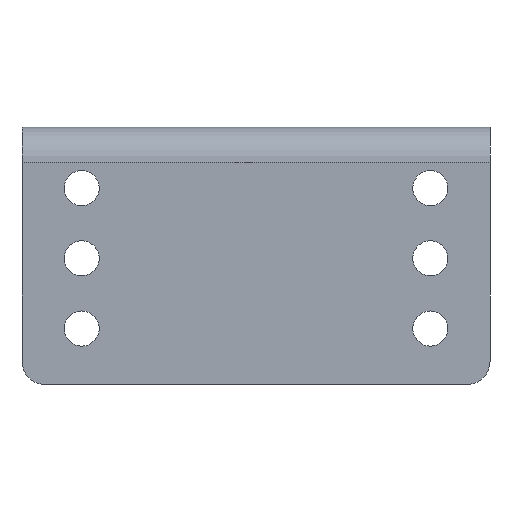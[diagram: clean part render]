
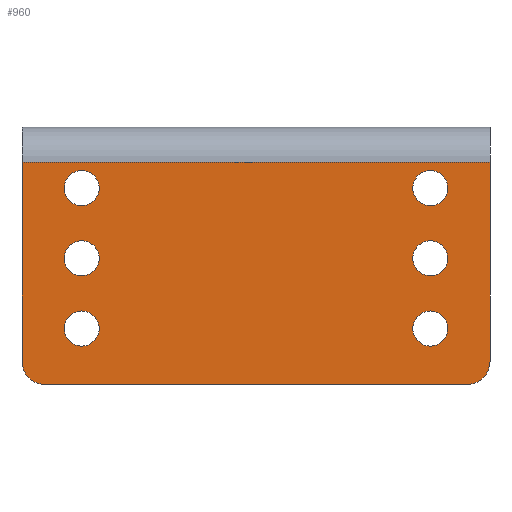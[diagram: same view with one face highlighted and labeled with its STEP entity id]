
A CAD part, front view. The second image highlights one B-rep face of the part: STEP entity #960.
In plain terms, the highlighted planar face has unit normal (0, -1, 0).
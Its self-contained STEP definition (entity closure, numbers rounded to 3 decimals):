
#1=CARTESIAN_POINT('',(-18.,0.,-20.));
#2=DIRECTION('',(0.,-1.,0.));
#3=DIRECTION('',(-1.,0.,0.));
#4=AXIS2_PLACEMENT_3D('',#1,#2,#3);
#6=CARTESIAN_POINT('',(18.,0.,-20.));
#7=DIRECTION('',(0.,-1.,0.));
#8=DIRECTION('',(0.,0.,-1.));
#9=AXIS2_PLACEMENT_3D('',#6,#7,#8);
#11=CARTESIAN_POINT('',(-14.9,0.,-17.2));
#12=DIRECTION('',(0.,-1.,0.));
#13=DIRECTION('',(-1.,0.,0.));
#14=AXIS2_PLACEMENT_3D('',#11,#12,#13);
#16=CARTESIAN_POINT('',(-14.9,0.,-17.2));
#17=DIRECTION('',(0.,-1.,0.));
#18=DIRECTION('',(1.,0.,0.));
#19=AXIS2_PLACEMENT_3D('',#16,#17,#18);
#21=CARTESIAN_POINT('',(-14.9,0.,-11.2));
#22=DIRECTION('',(0.,-1.,0.));
#23=DIRECTION('',(-1.,0.,0.));
#24=AXIS2_PLACEMENT_3D('',#21,#22,#23);
#26=CARTESIAN_POINT('',(-14.9,0.,-11.2));
#27=DIRECTION('',(0.,-1.,0.));
#28=DIRECTION('',(1.,0.,0.));
#29=AXIS2_PLACEMENT_3D('',#26,#27,#28);
#31=CARTESIAN_POINT('',(-14.9,0.,-5.2));
#32=DIRECTION('',(0.,-1.,0.));
#33=DIRECTION('',(-1.,0.,0.));
#34=AXIS2_PLACEMENT_3D('',#31,#32,#33);
#36=CARTESIAN_POINT('',(-14.9,0.,-5.2));
#37=DIRECTION('',(0.,-1.,0.));
#38=DIRECTION('',(1.,0.,0.));
#39=AXIS2_PLACEMENT_3D('',#36,#37,#38);
#41=CARTESIAN_POINT('',(14.9,0.,-17.2));
#42=DIRECTION('',(0.,-1.,0.));
#43=DIRECTION('',(-1.,0.,0.));
#44=AXIS2_PLACEMENT_3D('',#41,#42,#43);
#46=CARTESIAN_POINT('',(14.9,0.,-17.2));
#47=DIRECTION('',(0.,-1.,0.));
#48=DIRECTION('',(1.,0.,0.));
#49=AXIS2_PLACEMENT_3D('',#46,#47,#48);
#51=CARTESIAN_POINT('',(14.9,0.,-11.2));
#52=DIRECTION('',(0.,-1.,0.));
#53=DIRECTION('',(-1.,0.,0.));
#54=AXIS2_PLACEMENT_3D('',#51,#52,#53);
#56=CARTESIAN_POINT('',(14.9,0.,-11.2));
#57=DIRECTION('',(0.,-1.,0.));
#58=DIRECTION('',(1.,0.,0.));
#59=AXIS2_PLACEMENT_3D('',#56,#57,#58);
#61=CARTESIAN_POINT('',(14.9,0.,-5.2));
#62=DIRECTION('',(0.,-1.,0.));
#63=DIRECTION('',(-1.,0.,0.));
#64=AXIS2_PLACEMENT_3D('',#61,#62,#63);
#66=CARTESIAN_POINT('',(14.9,0.,-5.2));
#67=DIRECTION('',(0.,-1.,0.));
#68=DIRECTION('',(1.,0.,0.));
#69=AXIS2_PLACEMENT_3D('',#66,#67,#68);
#75=DIRECTION('',(1.,0.,0.));
#76=VECTOR('',#75,36.);
#77=CARTESIAN_POINT('',(-18.,0.,-22.));
#78=LINE('',#77,#76);
#91=DIRECTION('',(0.,0.,-1.));
#92=VECTOR('',#91,17.);
#93=CARTESIAN_POINT('',(20.,0.,-3.));
#94=LINE('',#93,#92);
#107=DIRECTION('',(1.,0.,0.));
#108=VECTOR('',#107,40.);
#109=CARTESIAN_POINT('',(-20.,0.,-3.));
#110=LINE('',#109,#108);
#137=DIRECTION('',(0.,0.,-1.));
#138=VECTOR('',#137,17.);
#139=CARTESIAN_POINT('',(-20.,0.,-3.));
#140=LINE('',#139,#138);
#705=CARTESIAN_POINT('',(-20.,0.,-3.));
#706=CARTESIAN_POINT('',(20.,0.,-3.));
#707=VERTEX_POINT('',#705);
#708=VERTEX_POINT('',#706);
#745=CARTESIAN_POINT('',(-20.,0.,-20.));
#746=CARTESIAN_POINT('',(-18.,0.,-22.));
#747=VERTEX_POINT('',#745);
#748=VERTEX_POINT('',#746);
#753=CARTESIAN_POINT('',(18.,0.,-22.));
#754=CARTESIAN_POINT('',(20.,0.,-20.));
#755=VERTEX_POINT('',#753);
#756=VERTEX_POINT('',#754);
#761=CARTESIAN_POINT('',(-16.4,0.,-17.2));
#762=CARTESIAN_POINT('',(-13.4,0.,-17.2));
#763=VERTEX_POINT('',#761);
#764=VERTEX_POINT('',#762);
#765=CARTESIAN_POINT('',(-16.4,0.,-11.2));
#766=CARTESIAN_POINT('',(-13.4,0.,-11.2));
#767=VERTEX_POINT('',#765);
#768=VERTEX_POINT('',#766);
#769=CARTESIAN_POINT('',(-16.4,0.,-5.2));
#770=CARTESIAN_POINT('',(-13.4,0.,-5.2));
#771=VERTEX_POINT('',#769);
#772=VERTEX_POINT('',#770);
#773=CARTESIAN_POINT('',(13.4,0.,-17.2));
#774=CARTESIAN_POINT('',(16.4,0.,-17.2));
#775=VERTEX_POINT('',#773);
#776=VERTEX_POINT('',#774);
#777=CARTESIAN_POINT('',(13.4,0.,-11.2));
#778=CARTESIAN_POINT('',(16.4,0.,-11.2));
#779=VERTEX_POINT('',#777);
#780=VERTEX_POINT('',#778);
#781=CARTESIAN_POINT('',(13.4,0.,-5.2));
#782=CARTESIAN_POINT('',(16.4,0.,-5.2));
#783=VERTEX_POINT('',#781);
#784=VERTEX_POINT('',#782);
#905=CARTESIAN_POINT('',(-20.,0.,0.));
#906=DIRECTION('',(0.,-1.,0.));
#907=DIRECTION('',(0.,0.,-1.));
#908=AXIS2_PLACEMENT_3D('',#905,#906,#907);
#909=PLANE('',#908);
#911=ORIENTED_EDGE('',*,*,#910,.F.);
#913=ORIENTED_EDGE('',*,*,#912,.F.);
#915=ORIENTED_EDGE('',*,*,#914,.T.);
#917=ORIENTED_EDGE('',*,*,#916,.T.);
#919=ORIENTED_EDGE('',*,*,#918,.F.);
#921=ORIENTED_EDGE('',*,*,#920,.F.);
#922=EDGE_LOOP('',(#911,#913,#915,#917,#919,#921));
#923=FACE_OUTER_BOUND('',#922,.F.);
#925=ORIENTED_EDGE('',*,*,#924,.T.);
#927=ORIENTED_EDGE('',*,*,#926,.T.);
#928=EDGE_LOOP('',(#925,#927));
#929=FACE_BOUND('',#928,.F.);
#931=ORIENTED_EDGE('',*,*,#930,.T.);
#933=ORIENTED_EDGE('',*,*,#932,.T.);
#934=EDGE_LOOP('',(#931,#933));
#935=FACE_BOUND('',#934,.F.);
#937=ORIENTED_EDGE('',*,*,#936,.T.);
#939=ORIENTED_EDGE('',*,*,#938,.T.);
#940=EDGE_LOOP('',(#937,#939));
#941=FACE_BOUND('',#940,.F.);
#943=ORIENTED_EDGE('',*,*,#942,.T.);
#945=ORIENTED_EDGE('',*,*,#944,.T.);
#946=EDGE_LOOP('',(#943,#945));
#947=FACE_BOUND('',#946,.F.);
#949=ORIENTED_EDGE('',*,*,#948,.T.);
#951=ORIENTED_EDGE('',*,*,#950,.T.);
#952=EDGE_LOOP('',(#949,#951));
#953=FACE_BOUND('',#952,.F.);
#955=ORIENTED_EDGE('',*,*,#954,.T.);
#957=ORIENTED_EDGE('',*,*,#956,.T.);
#958=EDGE_LOOP('',(#955,#957));
#959=FACE_BOUND('',#958,.F.);
#960=ADVANCED_FACE('',(#923,#929,#935,#941,#947,#953,#959),#909,.T.);
#5=CIRCLE('',#4,2.);
#10=CIRCLE('',#9,2.);
#15=CIRCLE('',#14,1.5);
#20=CIRCLE('',#19,1.5);
#25=CIRCLE('',#24,1.5);
#30=CIRCLE('',#29,1.5);
#35=CIRCLE('',#34,1.5);
#40=CIRCLE('',#39,1.5);
#45=CIRCLE('',#44,1.5);
#50=CIRCLE('',#49,1.5);
#55=CIRCLE('',#54,1.5);
#60=CIRCLE('',#59,1.5);
#65=CIRCLE('',#64,1.5);
#70=CIRCLE('',#69,1.5);
#910=EDGE_CURVE('',#747,#748,#5,.T.);
#912=EDGE_CURVE('',#707,#747,#140,.T.);
#914=EDGE_CURVE('',#707,#708,#110,.T.);
#916=EDGE_CURVE('',#708,#756,#94,.T.);
#918=EDGE_CURVE('',#755,#756,#10,.T.);
#920=EDGE_CURVE('',#748,#755,#78,.T.);
#924=EDGE_CURVE('',#763,#764,#15,.T.);
#926=EDGE_CURVE('',#764,#763,#20,.T.);
#930=EDGE_CURVE('',#767,#768,#25,.T.);
#932=EDGE_CURVE('',#768,#767,#30,.T.);
#936=EDGE_CURVE('',#771,#772,#35,.T.);
#938=EDGE_CURVE('',#772,#771,#40,.T.);
#942=EDGE_CURVE('',#775,#776,#45,.T.);
#944=EDGE_CURVE('',#776,#775,#50,.T.);
#948=EDGE_CURVE('',#779,#780,#55,.T.);
#950=EDGE_CURVE('',#780,#779,#60,.T.);
#954=EDGE_CURVE('',#783,#784,#65,.T.);
#956=EDGE_CURVE('',#784,#783,#70,.T.);
